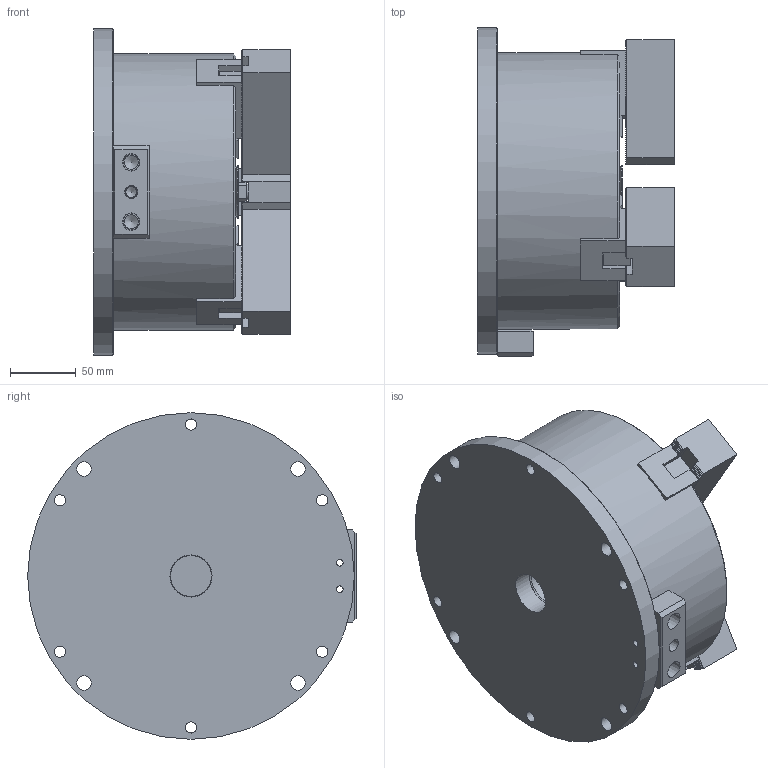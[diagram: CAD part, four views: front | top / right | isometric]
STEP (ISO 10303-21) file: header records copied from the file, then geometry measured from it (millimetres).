
FILE_DESCRIPTION (( 'STEP AP203' ), '1' );
FILE_NAME ('CF-SP-308.STEP', '2018-09-14T08:47:02', ( '' ), ( '' ), 'SwSTEP 2.0', 'SolidWorks 2016', '' );
FILE_SCHEMA (( 'CONFIG_CONTROL_DESIGN' ));
Length unit declared in the file: millimetre
Products named in the file (14): 圓頭內六角螺栓_M5x10; CF-SP-308-07000; M6黃油嘴; CF-SP-308-08000; CF-SP-308; CF-SP-308-09000; CF-3H-208-04000; CF-SU-308-07000; SJ-08; CF-SP-308-01000; 錐平頭六角孔螺栓_M3x6; CF-SP-308-03000; 圓頭內六角螺栓_M12x30; CF-SP-308-06000
Assembly tree (33 placements, depth 2):
  CF-SP-308
    CF-SP-308-01000
    CF-SP-308-03000  x3
    CF-SP-308-06000
    CF-SP-308-07000
    CF-SP-308-08000
    CF-SP-308-09000  x3
    CF-3H-208-04000  x3
    CF-SU-308-07000
    SJ-08  x3
    錐平頭六角孔螺栓_M3x6  x6
    圓頭內六角螺栓_M12x30  x6
    圓頭內六角螺栓_M5x10  x3
    M6黃油嘴
Bounding box: 149.25 x 249.5 x 248 mm (x, y, z)
Volume: 4156771.3 mm3; surface area: 464910.4 mm2
Topology: 34 solids, 34 shells, 2986 faces, 8485 edges, 5597 vertices
Faces by surface type: plane 2162, cylinder 709, cone 106, torus 6, sphere 3
Full cylindrical faces by diameter (mm): 2.4 x6, 2.5 x2, 3 x7, 3.4 x6, 4.2 x3, 5 x6, 5.5 x3, 6 x7, 6.6 x2, 6.8 x6, 8.2 x1, 8.5 x9, 9 x3, 10.2 x6, 10.7 x2, 11 x6, 12 x6, 13 x6, 15.5 x1, 18 x6, 19 x6, 26 x1, 32 x4, 38 x2, 39 x1, 90.5 x1, 113 x1, 210 x1, 248 x1
Entity records: 35493 total; most frequent: CARTESIAN_POINT 6839, ORIENTED_EDGE 5712, DIRECTION 5139, EDGE_CURVE 2856, LINE 2195, VECTOR 2195, VERTEX_POINT 1948, AXIS2_PLACEMENT_3D 1472
